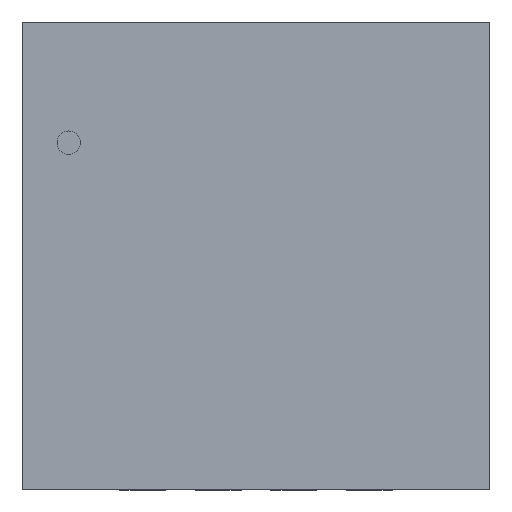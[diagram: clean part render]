
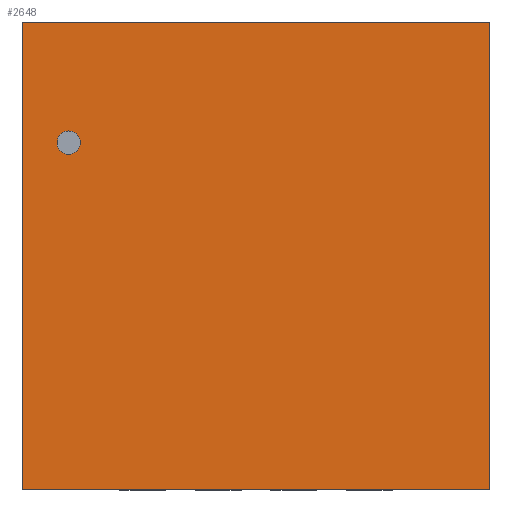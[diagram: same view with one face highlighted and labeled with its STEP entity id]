
A CAD part, top view. The second image highlights one B-rep face of the part: STEP entity #2648.
In plain terms, the highlighted planar face has unit normal (0, 0, 1).
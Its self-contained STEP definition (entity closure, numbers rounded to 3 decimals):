
#113 = DIRECTION ( 'NONE',  ( 0., 0., 1. ) ) ;
#230 = FACE_OUTER_BOUND ( 'NONE', #730, .T. ) ;
#289 = DIRECTION ( 'NONE',  ( 0., -1., 0. ) ) ;
#311 = CARTESIAN_POINT ( 'NONE',  ( -1.549, -1.549, 0.94 ) ) ;
#339 = ORIENTED_EDGE ( 'NONE', *, *, #1415, .F. ) ;
#362 = VECTOR ( 'NONE', #2259, 1000. ) ;
#375 = CARTESIAN_POINT ( 'NONE',  ( -1.549, 1.549, 0.94 ) ) ;
#575 = LINE ( 'NONE', #375, #3050 ) ;
#681 = DIRECTION ( 'NONE',  ( 0., 1., 0. ) ) ;
#700 = EDGE_CURVE ( 'NONE', #958, #1290, #3041, .T. ) ;
#730 = EDGE_LOOP ( 'NONE', ( #2599, #1464, #1037, #339 ) ) ;
#866 = CARTESIAN_POINT ( 'NONE',  ( 1.549, -1.549, 0.94 ) ) ;
#958 = VERTEX_POINT ( 'NONE', #2112 ) ;
#1037 = ORIENTED_EDGE ( 'NONE', *, *, #2606, .F. ) ;
#1290 = VERTEX_POINT ( 'NONE', #1520 ) ;
#1312 = PLANE ( 'NONE',  #2086 ) ;
#1317 = LINE ( 'NONE', #1437, #1866 ) ;
#1415 = EDGE_CURVE ( 'NONE', #1290, #2995, #1317, .T. ) ;
#1437 = CARTESIAN_POINT ( 'NONE',  ( 1.549, -1.549, 0.94 ) ) ;
#1464 = ORIENTED_EDGE ( 'NONE', *, *, #2034, .F. ) ;
#1520 = CARTESIAN_POINT ( 'NONE',  ( 1.549, 1.549, 0.94 ) ) ;
#1548 = CARTESIAN_POINT ( 'NONE',  ( -1.549, -1.549, 0.94 ) ) ;
#1567 = VERTEX_POINT ( 'NONE', #311 ) ;
#1750 = VECTOR ( 'NONE', #2700, 1000. ) ;
#1778 = DIRECTION ( 'NONE',  ( 1., 0., 0. ) ) ;
#1866 = VECTOR ( 'NONE', #289, 1000. ) ;
#2001 = CARTESIAN_POINT ( 'NONE',  ( -1.549, -1.549, 0.94 ) ) ;
#2034 = EDGE_CURVE ( 'NONE', #1567, #958, #575, .T. ) ;
#2086 = AXIS2_PLACEMENT_3D ( 'NONE', #1548, #113, #1778 ) ;
#2112 = CARTESIAN_POINT ( 'NONE',  ( -1.549, 1.549, 0.94 ) ) ;
#2259 = DIRECTION ( 'NONE',  ( -1., 0., 0. ) ) ;
#2264 = LINE ( 'NONE', #2001, #362 ) ;
#2430 = CARTESIAN_POINT ( 'NONE',  ( 1.549, 1.549, 0.94 ) ) ;
#2599 = ORIENTED_EDGE ( 'NONE', *, *, #700, .F. ) ;
#2606 = EDGE_CURVE ( 'NONE', #2995, #1567, #2264, .T. ) ;
#2648 = ADVANCED_FACE ( 'NONE', ( #230 ), #1312, .T. ) ;
#2700 = DIRECTION ( 'NONE',  ( 1., 0., 0. ) ) ;
#2995 = VERTEX_POINT ( 'NONE', #866 ) ;
#3041 = LINE ( 'NONE', #2430, #1750 ) ;
#3050 = VECTOR ( 'NONE', #681, 1000. ) ;
